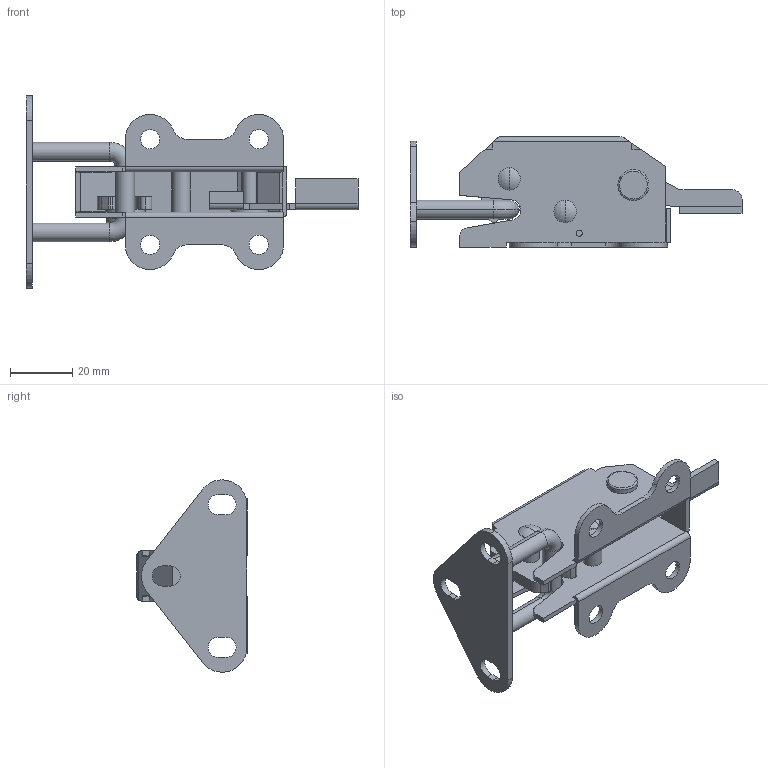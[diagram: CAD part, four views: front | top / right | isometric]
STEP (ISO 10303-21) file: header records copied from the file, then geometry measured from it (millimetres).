
FILE_DESCRIPTION (( 'STEP AP203' ), '1' );
FILE_NAME ('Žº‰ª•ÏŠ·.STEP', '2012-09-28T03:51:53', ( '' ), ( '' ), 'SwSTEP 2.0', 'SolidWorks 2011', '' );
FILE_SCHEMA (( 'CONFIG_CONTROL_DESIGN' ));
Length unit declared in the file: millimetre
Products named in the file (9): 室岡変換; C-450-1_取付板; C-450-1_儚僢僔儍乕2; C-450-1_儚僢僔儍乕侾; C-450-1_シャフト2; C-450-1_シャフト1; C-450-1_レバー2; C-450-1_カム; C-450-1_ケース1
Assembly tree (9 placements, depth 2):
  室岡変換
    C-450-1_シャフト1  x2
    C-450-1_取付板
    C-450-1_儚僢僔儍乕2
    C-450-1_儚僢僔儍乕侾
    C-450-1_カム
    C-450-1_ケース1
    C-450-1_レバー2
    C-450-1_シャフト2
Bounding box: 107 x 35.6 x 61.97 mm (x, y, z)
Volume: 19329 mm3; surface area: 23059.3 mm2
Topology: 9 solids, 9 shells, 233 faces, 604 edges, 393 vertices
Faces by surface type: plane 115, cylinder 102, torus 10, sphere 6
Entity records: 7874 total; most frequent: DIRECTION 1239, CARTESIAN_POINT 1210, ORIENTED_EDGE 1156, EDGE_CURVE 578, AXIS2_PLACEMENT_3D 437, VERTEX_POINT 376, LINE 365, VECTOR 365
